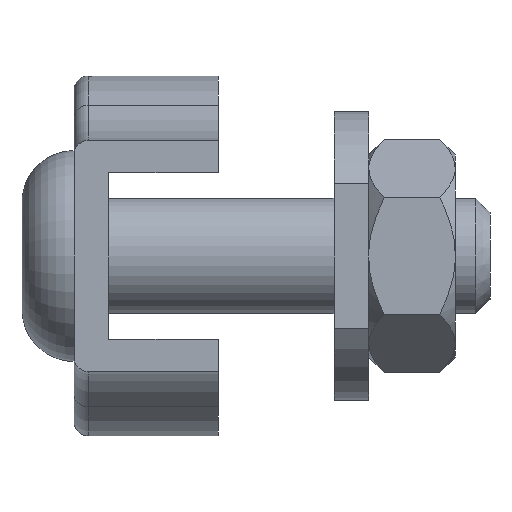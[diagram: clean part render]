
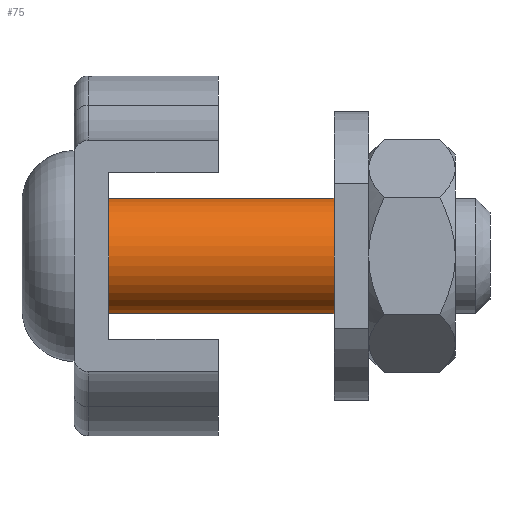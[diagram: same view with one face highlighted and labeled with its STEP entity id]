
A CAD part, left-side view. The second image highlights one B-rep face of the part: STEP entity #75.
In plain terms, the highlighted cylindrical face has radius 2 mm (diameter 4 mm), a full revolution.
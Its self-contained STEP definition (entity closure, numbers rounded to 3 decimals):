
#6 = AXIS2_PLACEMENT_3D ( 'NONE', #401, #3050, #505 ) ;
#58 = FACE_OUTER_BOUND ( 'NONE', #913, .T. ) ;
#75 = ADVANCED_FACE ( 'NONE', ( #58, #2811 ), #2259, .T. ) ;
#97 = CARTESIAN_POINT ( 'NONE',  ( -7.5, -4., 2. ) ) ;
#128 = EDGE_CURVE ( 'NONE', #1914, #1914, #2060, .T. ) ;
#401 = CARTESIAN_POINT ( 'NONE',  ( -7.5, -8.2, 0. ) ) ;
#421 = AXIS2_PLACEMENT_3D ( 'NONE', #3376, #1270, #3303 ) ;
#505 = DIRECTION ( 'NONE',  ( 0., 0., 1. ) ) ;
#542 = ORIENTED_EDGE ( 'NONE', *, *, #128, .T. ) ;
#693 = DIRECTION ( 'NONE',  ( 0., 0., 1. ) ) ;
#913 = EDGE_LOOP ( 'NONE', ( #542 ) ) ;
#947 = CIRCLE ( 'NONE', #1472, 2. ) ;
#1157 = VERTEX_POINT ( 'NONE', #3230 ) ;
#1270 = DIRECTION ( 'NONE',  ( 0., 1., 0. ) ) ;
#1472 = AXIS2_PLACEMENT_3D ( 'NONE', #2582, #2263, #693 ) ;
#1691 = EDGE_LOOP ( 'NONE', ( #1839 ) ) ;
#1839 = ORIENTED_EDGE ( 'NONE', *, *, #3029, .T. ) ;
#1914 = VERTEX_POINT ( 'NONE', #97 ) ;
#2060 = CIRCLE ( 'NONE', #421, 2. ) ;
#2259 = CYLINDRICAL_SURFACE ( 'NONE', #6, 2. ) ;
#2263 = DIRECTION ( 'NONE',  ( 0., -1., 0. ) ) ;
#2582 = CARTESIAN_POINT ( 'NONE',  ( -7.5, 3.8, 0. ) ) ;
#2811 = FACE_OUTER_BOUND ( 'NONE', #1691, .T. ) ;
#3029 = EDGE_CURVE ( 'NONE', #1157, #1157, #947, .T. ) ;
#3050 = DIRECTION ( 'NONE',  ( 0., 1., 0. ) ) ;
#3230 = CARTESIAN_POINT ( 'NONE',  ( -7.5, 3.8, 2. ) ) ;
#3303 = DIRECTION ( 'NONE',  ( 0., 0., 1. ) ) ;
#3376 = CARTESIAN_POINT ( 'NONE',  ( -7.5, -4., 0. ) ) ;
